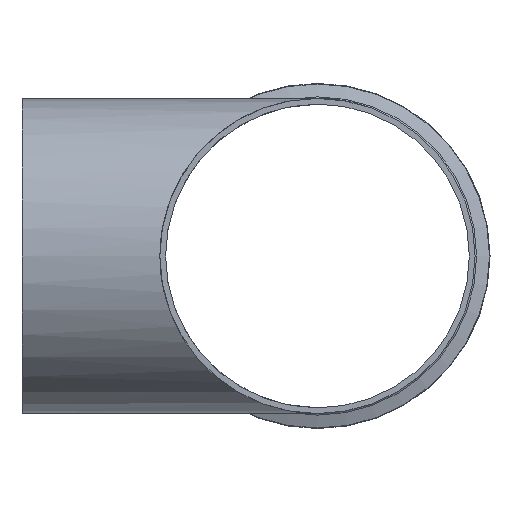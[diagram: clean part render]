
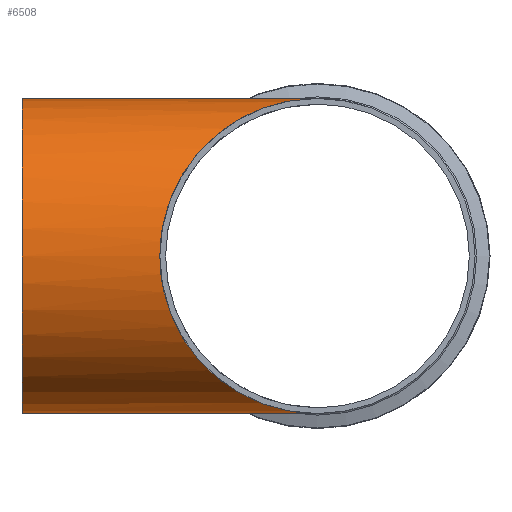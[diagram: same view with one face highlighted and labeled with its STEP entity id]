
A CAD part, left-side view. The second image highlights one B-rep face of the part: STEP entity #6508.
In plain terms, the highlighted cylindrical face has radius 76.2 mm (diameter 152.4 mm), a full revolution.
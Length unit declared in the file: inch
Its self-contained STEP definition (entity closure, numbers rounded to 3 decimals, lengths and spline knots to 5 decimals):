
#83=ELLIPSE('',#6850,4.24264,3.);
#84=ELLIPSE('',#6851,4.24264,3.);
#124=FACE_BOUND('',#1545,.T.);
#1144=FACE_OUTER_BOUND('',#1544,.T.);
#1544=EDGE_LOOP('',(#6037,#6038));
#1545=EDGE_LOOP('',(#6039));
#2558=CIRCLE('',#6869,3.);
#3195=VERTEX_POINT('',#14272);
#3196=VERTEX_POINT('',#14273);
#3204=VERTEX_POINT('',#14300);
#4150=EDGE_CURVE('',#3195,#3196,#83,.T.);
#4151=EDGE_CURVE('',#3196,#3195,#84,.T.);
#4159=EDGE_CURVE('',#3204,#3204,#2558,.T.);
#6037=ORIENTED_EDGE('',*,*,#4151,.F.);
#6038=ORIENTED_EDGE('',*,*,#4150,.F.);
#6039=ORIENTED_EDGE('',*,*,#4159,.F.);
#6119=CYLINDRICAL_SURFACE('',#6868,3.);
#6508=ADVANCED_FACE('',(#1144,#124),#6119,.T.);
#6850=AXIS2_PLACEMENT_3D('',#14274,#7979,#7980);
#6851=AXIS2_PLACEMENT_3D('',#14275,#7981,#7982);
#6868=AXIS2_PLACEMENT_3D('',#14299,#8015,#8016);
#6869=AXIS2_PLACEMENT_3D('',#14301,#8017,#8018);
#7979=DIRECTION('center_axis',(0.707,-0.707,0.));
#7980=DIRECTION('ref_axis',(-0.707,-0.707,0.));
#7981=DIRECTION('center_axis',(-0.707,-0.707,0.));
#7982=DIRECTION('ref_axis',(-0.707,0.707,0.));
#8015=DIRECTION('center_axis',(0.,1.,0.));
#8016=DIRECTION('ref_axis',(-1.,0.,0.));
#8017=DIRECTION('center_axis',(0.,1.,0.));
#8018=DIRECTION('ref_axis',(1.,0.,0.));
#14272=CARTESIAN_POINT('',(0.,0.,-3.));
#14273=CARTESIAN_POINT('',(0.,0.,3.));
#14274=CARTESIAN_POINT('Origin',(0.,0.,0.));
#14275=CARTESIAN_POINT('Origin',(0.,0.,0.));
#14299=CARTESIAN_POINT('Origin',(0.,2.8125,0.));
#14300=CARTESIAN_POINT('',(-3.,5.625,0.));
#14301=CARTESIAN_POINT('Origin',(0.,5.625,0.));
